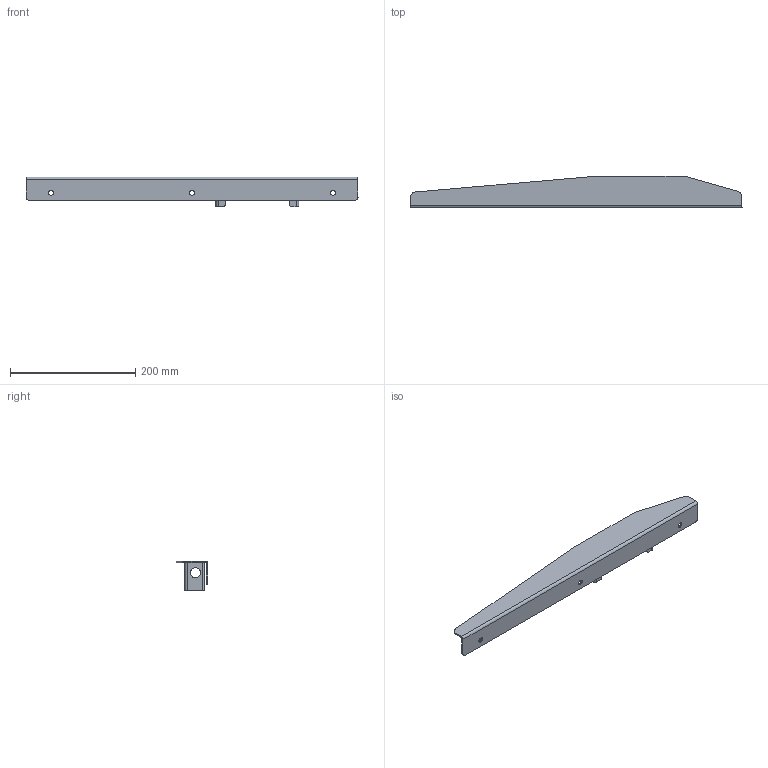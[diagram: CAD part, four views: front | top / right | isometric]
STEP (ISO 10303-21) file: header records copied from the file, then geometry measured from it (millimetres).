
FILE_DESCRIPTION((''),'2;1');
FILE_NAME('JC35TS-0331','2021-01-08T14:06:18',('sa'),('捷昌驱动'),'CREO PARAMETRIC BY PTC INC, 2018100','CREO PARAMETRIC BY PTC INC, 2018100','');
FILE_SCHEMA(('CONFIG_CONTROL_DESIGN'));
Length unit declared in the file: millimetre
Products named in the file (1): JC35TS-0331
Bounding box: 530 x 51 x 47.5 mm (x, y, z)
Volume: 111440.3 mm3; surface area: 91647.7 mm2
Topology: 1 solids, 3 shells, 60 faces, 168 edges, 112 vertices
Faces by surface type: cylinder 32, plane 28
Entity records: 2025 total; most frequent: DIRECTION 354, CARTESIAN_POINT 341, ORIENTED_EDGE 328, EDGE_CURVE 168, AXIS2_PLACEMENT_3D 125, VERTEX_POINT 112, VECTOR 104, LINE 104
